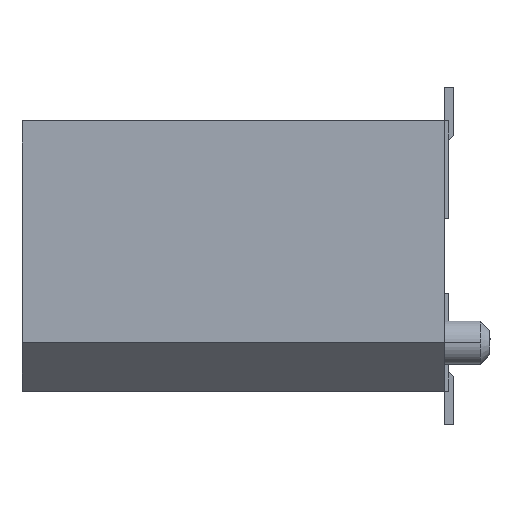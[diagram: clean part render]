
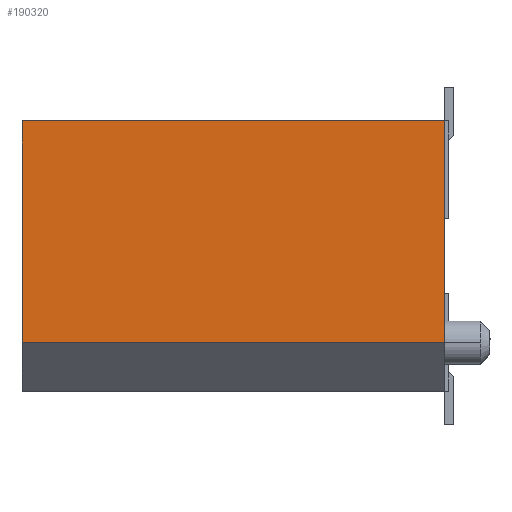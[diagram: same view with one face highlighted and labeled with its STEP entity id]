
A CAD part, left-side view. The second image highlights one B-rep face of the part: STEP entity #190320.
In plain terms, the highlighted planar face has unit normal (-1, 0, 0).
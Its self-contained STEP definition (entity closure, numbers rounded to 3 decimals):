
#9770=CARTESIAN_POINT('',(30.,8.85,2.8));
#9780=VERTEX_POINT('',#9770);
#9810=CARTESIAN_POINT('',(30.,8.85,0.));
#9820=DIRECTION('',(0.,0.,1.));
#9830=VECTOR('',#9820,1.);
#9840=LINE('',#9810,#9830);
#9850=CARTESIAN_POINT('',(30.,8.85,-1.8));
#9860=VERTEX_POINT('',#9850);
#9870=EDGE_CURVE('',#9860,#9780,#9840,.T.);
#190020=CARTESIAN_POINT('',(30.,4.475,0.5));
#190030=DIRECTION('',(-1.,0.,0.));
#190040=DIRECTION('',(0.,1.,0.));
#190050=AXIS2_PLACEMENT_3D('',#190020,#190030,#190040);
#190060=PLANE('',#190050);
#190070=ORIENTED_EDGE('',*,*,#9870,.F.);
#190080=CARTESIAN_POINT('',(30.,0.,2.8));
#190090=DIRECTION('',(0.,1.,0.));
#190100=VECTOR('',#190090,1.);
#190110=LINE('',#190080,#190100);
#190120=CARTESIAN_POINT('',(30.,0.1,2.8));
#190130=VERTEX_POINT('',#190120);
#190140=EDGE_CURVE('',#190130,#9780,#190110,.T.);
#190150=ORIENTED_EDGE('',*,*,#190140,.T.);
#190160=CARTESIAN_POINT('',(30.,0.1,0.));
#190170=DIRECTION('',(0.,0.,-1.));
#190180=VECTOR('',#190170,1.);
#190190=LINE('',#190160,#190180);
#190200=CARTESIAN_POINT('',(30.,0.1,-1.8));
#190210=VERTEX_POINT('',#190200);
#190220=EDGE_CURVE('',#190130,#190210,#190190,.T.);
#190230=ORIENTED_EDGE('',*,*,#190220,.F.);
#190240=CARTESIAN_POINT('',(30.,0.,-1.8));
#190250=DIRECTION('',(0.,-1.,0.));
#190260=VECTOR('',#190250,1.);
#190270=LINE('',#190240,#190260);
#190280=EDGE_CURVE('',#9860,#190210,#190270,.T.);
#190290=ORIENTED_EDGE('',*,*,#190280,.T.);
#190300=EDGE_LOOP('',(#190290,#190230,#190150,#190070));
#190310=FACE_OUTER_BOUND('',#190300,.T.);
#190320=ADVANCED_FACE('',(#190310),#190060,.T.);
